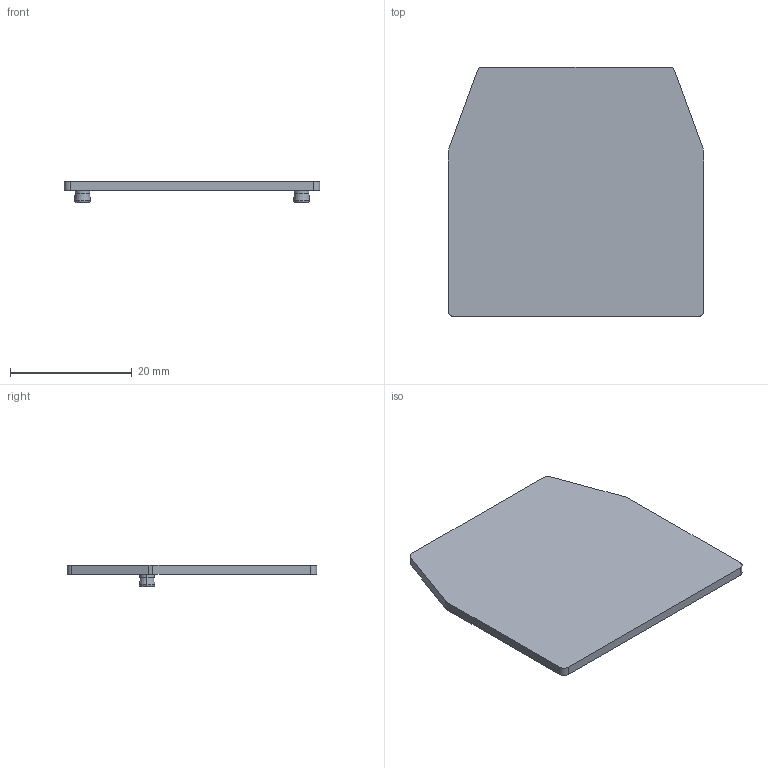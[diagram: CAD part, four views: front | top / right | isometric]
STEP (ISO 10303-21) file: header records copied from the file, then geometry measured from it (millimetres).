
FILE_DESCRIPTION(('Creo Elements/Direct Modeling STEP Export'),'2;1');
FILE_NAME('CBR_PT.stp','2015-01-27T16:46:13',(''),(''),'PTC Creo Elements/Direct Modeling STEP processor for AP214 (Solid Model)','PTC Creo Elements/Direct Modeling 19.0A 04-Oct-2014 (C) Parametric Technology GmbH','');
FILE_SCHEMA(('AUTOMOTIVE_DESIGN { 1 0 10303 214 1 1 1 1 }'));
Length unit declared in the file: millimetre
Products named in the file (2): CBR_PT
Assembly tree (1 placements, depth 2):
  CBR_PT
    CBR_PT
Bounding box: 42 x 41 x 3.5 mm (x, y, z)
Volume: 2498.2 mm3; surface area: 3570.8 mm2
Topology: 1 solids, 1 shells, 28 faces, 64 edges, 40 vertices
Faces by surface type: plane 10, cylinder 10, cone 4, torus 4
Entity records: 801 total; most frequent: DIRECTION 140, ORIENTED_EDGE 128, CARTESIAN_POINT 126, EDGE_CURVE 64, AXIS2_PLACEMENT_3D 54, VERTEX_POINT 40, VECTOR 32, LINE 32
